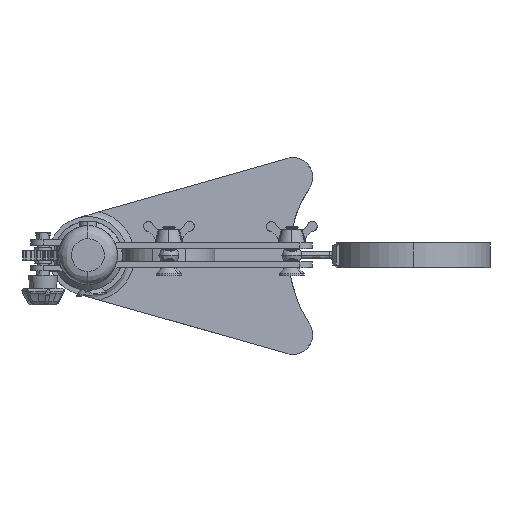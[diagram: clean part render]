
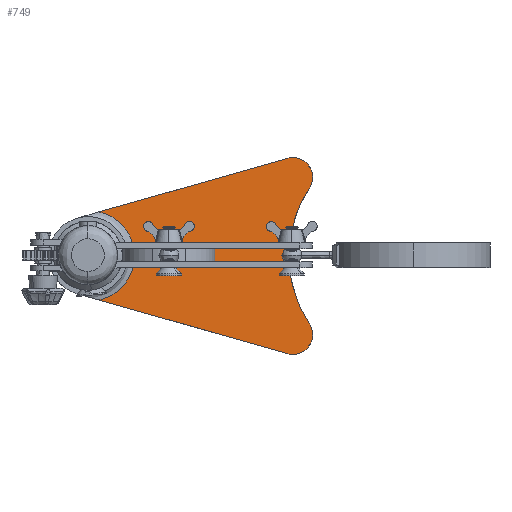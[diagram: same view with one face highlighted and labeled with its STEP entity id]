
A CAD part, top view. The second image highlights one B-rep face of the part: STEP entity #749.
In plain terms, the highlighted free-form (B-spline) face has degree [1, 1] with [2, 2] control points.
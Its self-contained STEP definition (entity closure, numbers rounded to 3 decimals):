
#108 = VERTEX_POINT('',#109);
#109 = CARTESIAN_POINT('',(150.514,46.132,
    10.21));
#125 = VERTEX_POINT('',#126);
#126 = CARTESIAN_POINT('',(136.636,0.,11.313));
#131 = EDGE_CURVE('',#125,#108,#132,.T.);
#132 = ( BOUNDED_CURVE() B_SPLINE_CURVE(3,(#133,#134,#135,#136),
.UNSPECIFIED.,.F.,.F.) B_SPLINE_CURVE_WITH_KNOTS((4,4),(3.142,
3.726),.PIECEWISE_BEZIER_KNOTS.) CURVE() 
GEOMETRIC_REPRESENTATION_ITEM() RATIONAL_B_SPLINE_CURVE((1.,
0.972,0.972,1.)) REPRESENTATION_ITEM('') );
#133 = CARTESIAN_POINT('',(136.636,0.,11.313));
#134 = CARTESIAN_POINT('',(136.636,16.525,
    11.313));
#135 = CARTESIAN_POINT('',(141.397,32.349,
    10.935));
#136 = CARTESIAN_POINT('',(150.514,46.132,
    10.21));
#749 = ADVANCED_FACE('',(#750),#855,.F.);
#750 = FACE_BOUND('',#751,.T.);
#751 = EDGE_LOOP('',(#752,#761,#824,#831,#840,#847,#848));
#752 = ORIENTED_EDGE('',*,*,#753,.T.);
#753 = EDGE_CURVE('',#754,#756,#758,.T.);
#754 = VERTEX_POINT('',#755);
#755 = CARTESIAN_POINT('',(135.699,66.381,
    11.387));
#756 = VERTEX_POINT('',#757);
#757 = CARTESIAN_POINT('',(7.336,29.901,
    21.588));
#758 = B_SPLINE_CURVE_WITH_KNOTS('',1,(#759,#760),.UNSPECIFIED.,.F.,.F.,
  (2,2),(-133.795,-13.746),.PIECEWISE_BEZIER_KNOTS.);
#759 = CARTESIAN_POINT('',(135.699,66.381,
    11.387));
#760 = CARTESIAN_POINT('',(7.336,29.901,
    21.588));
#761 = ORIENTED_EDGE('',*,*,#762,.T.);
#762 = EDGE_CURVE('',#756,#763,#765,.T.);
#763 = VERTEX_POINT('',#764);
#764 = CARTESIAN_POINT('',(7.336,-29.901,
    21.588));
#765 = B_SPLINE_CURVE_WITH_KNOTS('',3,(#766,#767,#768,#769,#770,#771,
    #772,#773,#774,#775,#776,#777,#778,#779,#780,#781,#782,#783,#784,
    #785,#786,#787,#788,#789,#790,#791,#792,#793,#794,#795,#796,#797,
    #798,#799,#800,#801,#802,#803,#804,#805,#806,#807,#808,#809,#810,
    #811,#812,#813,#814,#815,#816,#817,#818,#819,#820,#821,#822,#823),
  .UNSPECIFIED.,.F.,.F.,(4,2,2,2,2,2,2,2,2,2,2,2,2,2,2,2,2,2,2,2,2,2,2,2
    ,2,2,2,2,4),(0.,0.005,
    0.007,0.008,0.009,
    0.014,0.016,0.017,
    0.019,0.023,0.026,
    0.027,0.028,0.033,
    0.035,0.036,0.037,
    0.042,0.044,0.047,
    0.051,0.054,0.056,
    0.061,0.063,0.065,
    0.07,0.072,0.075),
  .UNSPECIFIED.);
#766 = CARTESIAN_POINT('',(7.336,29.901,
    21.588));
#767 = CARTESIAN_POINT('',(9.06,29.58,
    21.452));
#768 = CARTESIAN_POINT('',(10.727,29.105,
    21.319));
#769 = CARTESIAN_POINT('',(13.148,28.176,
    21.127));
#770 = CARTESIAN_POINT('',(13.942,27.83,
    21.064));
#771 = CARTESIAN_POINT('',(15.112,27.256,
    20.97));
#772 = CARTESIAN_POINT('',(15.499,27.056,
    20.94));
#773 = CARTESIAN_POINT('',(16.266,26.636,
    20.879));
#774 = CARTESIAN_POINT('',(16.647,26.417,
    20.849));
#775 = CARTESIAN_POINT('',(18.514,25.284,
    20.7));
#776 = CARTESIAN_POINT('',(19.908,24.257,
    20.589));
#777 = CARTESIAN_POINT('',(21.857,22.546,
    20.434));
#778 = CARTESIAN_POINT('',(22.483,21.946,
    20.385));
#779 = CARTESIAN_POINT('',(23.385,21.003,
    20.313));
#780 = CARTESIAN_POINT('',(23.68,20.682,20.29)
  );
#781 = CARTESIAN_POINT('',(24.257,20.024,
    20.244));
#782 = CARTESIAN_POINT('',(24.54,19.687,
    20.221));
#783 = CARTESIAN_POINT('',(25.908,17.984,
    20.113));
#784 = CARTESIAN_POINT('',(26.873,16.544,
    20.036));
#785 = CARTESIAN_POINT('',(28.131,14.273,
    19.936));
#786 = CARTESIAN_POINT('',(28.52,13.497,
    19.905));
#787 = CARTESIAN_POINT('',(29.054,12.305,
    19.863));
#788 = CARTESIAN_POINT('',(29.224,11.903,
    19.849));
#789 = CARTESIAN_POINT('',(29.548,11.089,
    19.823));
#790 = CARTESIAN_POINT('',(29.702,10.677,
    19.811));
#791 = CARTESIAN_POINT('',(30.425,8.613,19.754
    ));
#792 = CARTESIAN_POINT('',(30.856,6.933,
    19.719));
#793 = CARTESIAN_POINT('',(31.292,4.371,
    19.685));
#794 = CARTESIAN_POINT('',(31.402,3.51,
    19.676));
#795 = CARTESIAN_POINT('',(31.513,2.207,
    19.667));
#796 = CARTESIAN_POINT('',(31.541,1.772,19.665
    ));
#797 = CARTESIAN_POINT('',(31.579,0.896,
    19.662));
#798 = CARTESIAN_POINT('',(31.588,0.456,19.661
    ));
#799 = CARTESIAN_POINT('',(31.589,-1.732,
    19.661));
#800 = CARTESIAN_POINT('',(31.444,-3.461,
    19.673));
#801 = CARTESIAN_POINT('',(31.012,-6.025,19.707
    ));
#802 = CARTESIAN_POINT('',(30.833,-6.875,19.721)
  );
#803 = CARTESIAN_POINT('',(30.4,-8.563,
    19.756));
#804 = CARTESIAN_POINT('',(30.146,-9.406,
    19.776));
#805 = CARTESIAN_POINT('',(29.282,-11.884,
    19.844));
#806 = CARTESIAN_POINT('',(28.574,-13.468,
    19.901));
#807 = CARTESIAN_POINT('',(27.318,-15.743,
    20.001));
#808 = CARTESIAN_POINT('',(26.866,-16.485,
    20.036));
#809 = CARTESIAN_POINT('',(25.897,-17.935,
    20.113));
#810 = CARTESIAN_POINT('',(25.376,-18.645,
    20.155));
#811 = CARTESIAN_POINT('',(23.738,-20.688,
    20.285));
#812 = CARTESIAN_POINT('',(22.541,-21.941,
    20.38));
#813 = CARTESIAN_POINT('',(20.59,-23.66,
    20.535));
#814 = CARTESIAN_POINT('',(19.914,-24.205,
    20.589));
#815 = CARTESIAN_POINT('',(18.507,-25.241,
    20.701));
#816 = CARTESIAN_POINT('',(17.777,-25.73,20.759
    ));
#817 = CARTESIAN_POINT('',(15.546,-27.085,
    20.936));
#818 = CARTESIAN_POINT('',(13.993,-27.85,
    21.059));
#819 = CARTESIAN_POINT('',(11.564,-28.785,
    21.252));
#820 = CARTESIAN_POINT('',(10.736,-29.062,
    21.318));
#821 = CARTESIAN_POINT('',(9.05,-29.54,
    21.452));
#822 = CARTESIAN_POINT('',(8.198,-29.74,21.52)
  );
#823 = CARTESIAN_POINT('',(7.336,-29.901,
    21.588));
#824 = ORIENTED_EDGE('',*,*,#825,.F.);
#825 = EDGE_CURVE('',#826,#763,#828,.T.);
#826 = VERTEX_POINT('',#827);
#827 = CARTESIAN_POINT('',(135.699,-66.381,
    11.387));
#828 = B_SPLINE_CURVE_WITH_KNOTS('',1,(#829,#830),.UNSPECIFIED.,.F.,.F.,
  (2,2),(-133.795,-13.746),.PIECEWISE_BEZIER_KNOTS.);
#829 = CARTESIAN_POINT('',(135.699,-66.381,
    11.387));
#830 = CARTESIAN_POINT('',(7.336,-29.901,
    21.588));
#831 = ORIENTED_EDGE('',*,*,#832,.F.);
#832 = EDGE_CURVE('',#833,#826,#835,.T.);
#833 = VERTEX_POINT('',#834);
#834 = CARTESIAN_POINT('',(150.514,-46.132,
    10.21));
#835 = ( BOUNDED_CURVE() B_SPLINE_CURVE(3,(#836,#837,#838,#839),
.UNSPECIFIED.,.F.,.F.) B_SPLINE_CURVE_WITH_KNOTS((4,4),(5.699,
8.131),.PIECEWISE_BEZIER_KNOTS.) CURVE() 
GEOMETRIC_REPRESENTATION_ITEM() RATIONAL_B_SPLINE_CURVE((1.,
0.565,0.565,1.)) REPRESENTATION_ITEM('') );
#836 = CARTESIAN_POINT('',(150.514,-46.132,
    10.21));
#837 = CARTESIAN_POINT('',(158.682,-58.48,
    9.561));
#838 = CARTESIAN_POINT('',(149.94,-70.429,
    10.256));
#839 = CARTESIAN_POINT('',(135.699,-66.381,
    11.387));
#840 = ORIENTED_EDGE('',*,*,#841,.T.);
#841 = EDGE_CURVE('',#833,#125,#842,.T.);
#842 = ( BOUNDED_CURVE() B_SPLINE_CURVE(3,(#843,#844,#845,#846),
.UNSPECIFIED.,.F.,.F.) B_SPLINE_CURVE_WITH_KNOTS((4,4),(2.557,
3.142),.PIECEWISE_BEZIER_KNOTS.) CURVE() 
GEOMETRIC_REPRESENTATION_ITEM() RATIONAL_B_SPLINE_CURVE((1.,
0.972,0.972,1.)) REPRESENTATION_ITEM('') );
#843 = CARTESIAN_POINT('',(150.514,-46.132,
    10.21));
#844 = CARTESIAN_POINT('',(141.397,-32.349,
    10.935));
#845 = CARTESIAN_POINT('',(136.636,-16.525,
    11.313));
#846 = CARTESIAN_POINT('',(136.636,0.,11.313));
#847 = ORIENTED_EDGE('',*,*,#131,.T.);
#848 = ORIENTED_EDGE('',*,*,#849,.T.);
#849 = EDGE_CURVE('',#108,#754,#850,.T.);
#850 = ( BOUNDED_CURVE() B_SPLINE_CURVE(3,(#851,#852,#853,#854),
.UNSPECIFIED.,.F.,.F.) B_SPLINE_CURVE_WITH_KNOTS((4,4),(5.699,
8.131),.PIECEWISE_BEZIER_KNOTS.) CURVE() 
GEOMETRIC_REPRESENTATION_ITEM() RATIONAL_B_SPLINE_CURVE((1.,
0.565,0.565,1.)) REPRESENTATION_ITEM('') );
#851 = CARTESIAN_POINT('',(150.514,46.132,
    10.21));
#852 = CARTESIAN_POINT('',(158.682,58.48,
    9.561));
#853 = CARTESIAN_POINT('',(149.94,70.429,
    10.256));
#854 = CARTESIAN_POINT('',(135.699,66.381,
    11.387));
#855 = B_SPLINE_SURFACE_WITH_KNOTS('',1,1,(
    (#856,#857)
    ,(#858,#859
    )),.UNSPECIFIED.,.F.,.F.,.F.,(2,2),(2,2),(-156.828,
    -20.645),(-3.173,123.173),
  .PIECEWISE_BEZIER_KNOTS.);
#856 = CARTESIAN_POINT('',(158.682,-70.429,
    9.561));
#857 = CARTESIAN_POINT('',(158.682,70.429,9.561
    ));
#858 = CARTESIAN_POINT('',(7.336,-70.429,
    21.588));
#859 = CARTESIAN_POINT('',(7.336,70.429,21.588
    ));
